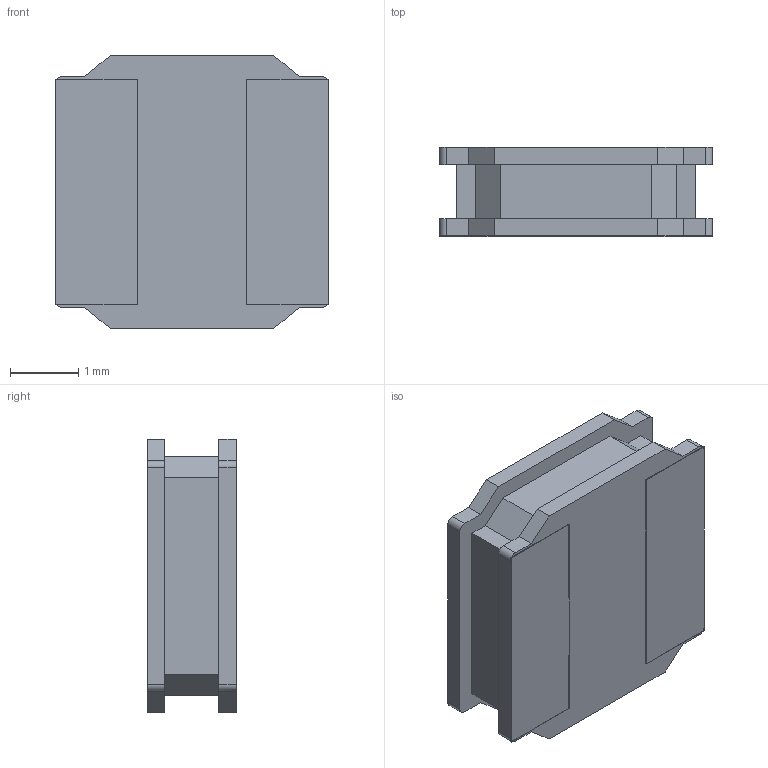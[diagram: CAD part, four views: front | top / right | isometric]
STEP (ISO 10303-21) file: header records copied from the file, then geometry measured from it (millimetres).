
FILE_DESCRIPTION (( 'STEP AP214' ), '1' );
FILE_NAME ('inductor TYA40122R2M Liard.STEP', '2020-11-21T19:01:26', ( '' ), ( '' ), 'SwSTEP 2.0', 'SolidWorks 2020', '' );
FILE_SCHEMA (( 'AUTOMOTIVE_DESIGN' ));
Length unit declared in the file: millimetre
Products named in the file (1): inductor TYA40122R2M Liard
Bounding box: 4 x 1.31 x 4 mm (x, y, z)
Volume: 17 mm3; surface area: 79.2 mm2
Topology: 2 solids, 2 shells, 61 faces, 164 edges, 108 vertices
Faces by surface type: plane 53, cylinder 8
Entity records: 2600 total; most frequent: CARTESIAN_POINT 334, ORIENTED_EDGE 328, DIRECTION 308, EDGE_CURVE 164, VECTOR 144, LINE 144, VERTEX_POINT 108, AXIS2_PLACEMENT_3D 82
